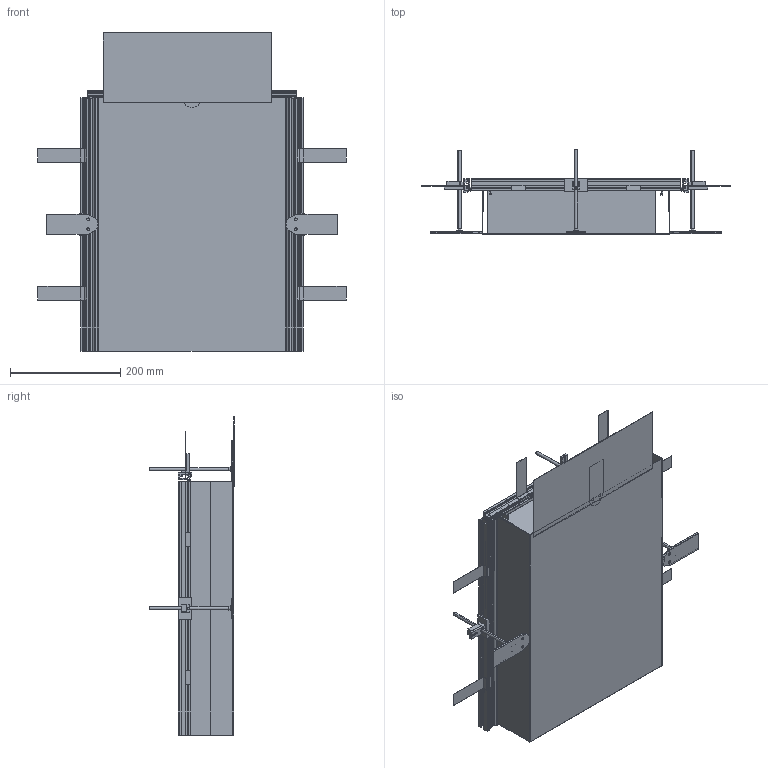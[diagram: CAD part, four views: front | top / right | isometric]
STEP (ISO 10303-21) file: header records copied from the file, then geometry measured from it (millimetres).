
FILE_DESCRIPTION (( 'STEP AP214' ), '1' );
FILE_NAME ('7424926_KSTP1.stp', '2018-02-22T13:19:35', ( '' ), ( '' ), 'SwSTEP 2.0', 'SolidWorks 2016', '' );
FILE_SCHEMA (( 'AUTOMOTIVE_DESIGN' ));
Length unit declared in the file: millimetre
Products named in the file (17): 001133_Standard; 43940C_Standard; 42955C_Standard; 43428H_Standard; 43952A_Standard; 43950A_39409516; 7424926_KSTP1; Part1^32970C_Standard; 43935A_Standard; 001232_Standard; P_0000001001_1_Standard; 001132_Standard; 001131_Standard; 001701_Nivellierst》ze 110; 001134_Standard; 108251_150 mm l„nge
Assembly tree (27 placements, depth 3):
  7424926_KSTP1
    43950A_39409516
    43952A_Standard  x2
    43428H_Standard
    42955C_Standard
    43940C_Standard
    001701_Nivellierst》ze 110  x3
      001133_Standard
      108251_150 mm l„nge
      001134_Standard
    001232_Standard  x2
      001131_Standard
      001132_Standard
      P_0000001001_1_Standard
    001232_Standard
      001131_Standard
      P_0000001001_1_Standard
    43935A_Standard  x6
    Part1^32970C_Standard
Bounding box: 559.41 x 153 x 577.18 mm (x, y, z)
Volume: 1391629.2 mm3; surface area: 1512235.5 mm2
Topology: 30 solids, 30 shells, 657 faces, 1691 edges, 1105 vertices
Faces by surface type: plane 535, cylinder 78, cone 26, bspline 18
Entity records: 17657 total; most frequent: CARTESIAN_POINT 8677, ORIENTED_EDGE 1476, DIRECTION 1459, EDGE_CURVE 738, LINE 623, VECTOR 623, VERTEX_POINT 481, AXIS2_PLACEMENT_3D 418
